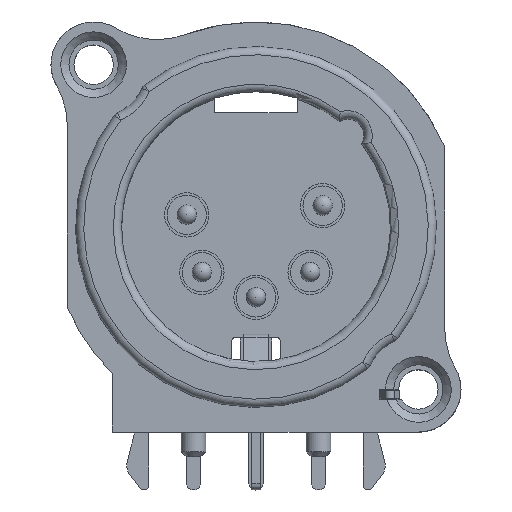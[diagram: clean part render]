
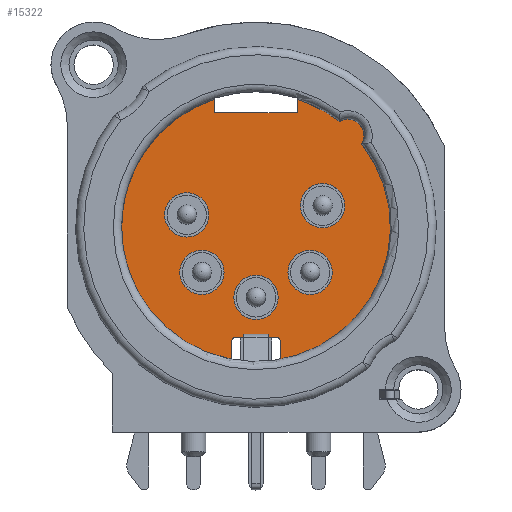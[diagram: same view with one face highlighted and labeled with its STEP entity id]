
A CAD part, top view. The second image highlights one B-rep face of the part: STEP entity #15322.
In plain terms, the highlighted planar face has unit normal (0, 0, 1).
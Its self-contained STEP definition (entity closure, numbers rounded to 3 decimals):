
#11141=CARTESIAN_POINT('',(-0.648,7.13,-10.8));
#11142=VERTEX_POINT('',#11141);
#11149=CARTESIAN_POINT('',(1.924,5.764,-10.8));
#11150=VERTEX_POINT('',#11149);
#11151=CARTESIAN_POINT('',(-3.148,-0.68,-10.8));
#11152=DIRECTION('',(0.0,0.0,1.0));
#11153=DIRECTION('',(1.0,0.0,0.0));
#11154=AXIS2_PLACEMENT_3D('',#11151,#11152,#11153);
#11155=CIRCLE('',#11154,8.2);
#11156=EDGE_CURVE('',#11150,#11142,#11155,.T.);
#11172=CARTESIAN_POINT('',(-5.648,7.13,-10.8));
#11173=VERTEX_POINT('',#11172);
#11191=CARTESIAN_POINT('',(3.296,4.392,-10.8));
#11192=VERTEX_POINT('',#11191);
#11199=CARTESIAN_POINT('',(-1.648,-8.742,-10.8));
#11200=VERTEX_POINT('',#11199);
#11201=CARTESIAN_POINT('',(-3.148,-0.68,-10.8));
#11202=DIRECTION('',(0.0,0.0,1.0));
#11203=DIRECTION('',(1.0,0.0,0.0));
#11204=AXIS2_PLACEMENT_3D('',#11201,#11202,#11203);
#11205=CIRCLE('',#11204,8.2);
#11206=EDGE_CURVE('',#11200,#11192,#11205,.T.);
#11225=CARTESIAN_POINT('',(-4.648,-8.742,-10.8));
#11226=VERTEX_POINT('',#11225);
#11233=CARTESIAN_POINT('',(-3.148,-0.68,-10.8));
#11234=DIRECTION('',(0.0,0.0,1.0));
#11235=DIRECTION('',(1.0,0.0,0.0));
#11236=AXIS2_PLACEMENT_3D('',#11233,#11234,#11235);
#11237=CIRCLE('',#11236,8.2);
#11238=EDGE_CURVE('',#11173,#11226,#11237,.T.);
#15188=CARTESIAN_POINT('',(-0.355,2.113,-10.8));
#15189=DIRECTION('',(0.0,0.0,1.0));
#15190=DIRECTION('',(1.0,0.0,0.0));
#15191=AXIS2_PLACEMENT_3D('',#15188,#15189,#15190);
#15192=PLANE('',#15191);
#15193=CARTESIAN_POINT('',(-4.648,-7.68,-10.8));
#15194=VERTEX_POINT('',#15193);
#15195=CARTESIAN_POINT('',(-4.648,-7.68,-10.8));
#15196=DIRECTION('',(0.0,-1.0,0.0));
#15197=VECTOR('',#15196,1.062);
#15198=LINE('',#15195,#15197);
#15199=EDGE_CURVE('',#15194,#11226,#15198,.T.);
#15200=ORIENTED_EDGE('',*,*,#15199,.F.);
#15201=CARTESIAN_POINT('',(-4.348,-7.38,-10.8));
#15202=VERTEX_POINT('',#15201);
#15203=CARTESIAN_POINT('',(-4.348,-7.68,-10.8));
#15204=DIRECTION('',(0.0,0.0,1.0));
#15205=DIRECTION('',(1.0,0.0,0.0));
#15206=AXIS2_PLACEMENT_3D('',#15203,#15204,#15205);
#15207=CIRCLE('',#15206,0.3);
#15208=EDGE_CURVE('',#15202,#15194,#15207,.T.);
#15209=ORIENTED_EDGE('',*,*,#15208,.F.);
#15210=CARTESIAN_POINT('',(-1.948,-7.38,-10.8));
#15211=VERTEX_POINT('',#15210);
#15212=CARTESIAN_POINT('',(-1.948,-7.38,-10.8));
#15213=DIRECTION('',(-1.0,0.0,0.0));
#15214=VECTOR('',#15213,2.4);
#15215=LINE('',#15212,#15214);
#15216=EDGE_CURVE('',#15211,#15202,#15215,.T.);
#15217=ORIENTED_EDGE('',*,*,#15216,.F.);
#15218=CARTESIAN_POINT('',(-1.648,-7.68,-10.8));
#15219=VERTEX_POINT('',#15218);
#15220=CARTESIAN_POINT('',(-1.948,-7.68,-10.8));
#15221=DIRECTION('',(0.0,0.0,1.0));
#15222=DIRECTION('',(1.0,0.0,0.0));
#15223=AXIS2_PLACEMENT_3D('',#15220,#15221,#15222);
#15224=CIRCLE('',#15223,0.3);
#15225=EDGE_CURVE('',#15219,#15211,#15224,.T.);
#15226=ORIENTED_EDGE('',*,*,#15225,.F.);
#15227=CARTESIAN_POINT('',(-1.648,-8.742,-10.8));
#15228=DIRECTION('',(0.0,1.0,0.0));
#15229=VECTOR('',#15228,1.062);
#15230=LINE('',#15227,#15229);
#15231=EDGE_CURVE('',#11200,#15219,#15230,.T.);
#15232=ORIENTED_EDGE('',*,*,#15231,.F.);
#15233=ORIENTED_EDGE('',*,*,#11206,.T.);
#15234=CARTESIAN_POINT('',(2.438,4.906,-10.8));
#15235=DIRECTION('',(0.0,0.0,1.0));
#15236=DIRECTION('',(1.0,0.0,0.0));
#15237=AXIS2_PLACEMENT_3D('',#15234,#15235,#15236);
#15238=CIRCLE('',#15237,1.0);
#15239=EDGE_CURVE('',#11192,#11150,#15238,.T.);
#15240=ORIENTED_EDGE('',*,*,#15239,.T.);
#15241=ORIENTED_EDGE('',*,*,#11156,.T.);
#15242=CARTESIAN_POINT('',(-0.648,6.32,-10.8));
#15243=VERTEX_POINT('',#15242);
#15244=CARTESIAN_POINT('',(-0.648,6.32,-10.8));
#15245=DIRECTION('',(0.0,1.0,0.0));
#15246=VECTOR('',#15245,0.81);
#15247=LINE('',#15244,#15246);
#15248=EDGE_CURVE('',#15243,#11142,#15247,.T.);
#15249=ORIENTED_EDGE('',*,*,#15248,.F.);
#15250=CARTESIAN_POINT('',(-5.648,6.32,-10.8));
#15251=VERTEX_POINT('',#15250);
#15252=CARTESIAN_POINT('',(-5.648,6.32,-10.8));
#15253=DIRECTION('',(1.0,0.0,0.0));
#15254=VECTOR('',#15253,5.);
#15255=LINE('',#15252,#15254);
#15256=EDGE_CURVE('',#15251,#15243,#15255,.T.);
#15257=ORIENTED_EDGE('',*,*,#15256,.F.);
#15258=CARTESIAN_POINT('',(-5.648,7.13,-10.8));
#15259=DIRECTION('',(0.0,-1.0,0.0));
#15260=VECTOR('',#15259,0.81);
#15261=LINE('',#15258,#15260);
#15262=EDGE_CURVE('',#11173,#15251,#15261,.T.);
#15263=ORIENTED_EDGE('',*,*,#15262,.F.);
#15264=ORIENTED_EDGE('',*,*,#11238,.T.);
#15265=EDGE_LOOP('',(#15200,#15209,#15217,#15226,#15232,#15233,#15240,#15241,#15249,#15257,#15263,#15264));
#15266=FACE_OUTER_BOUND('',#15265,.T.);
#15267=CARTESIAN_POINT('',(1.502,-3.42,-10.8));
#15268=VERTEX_POINT('',#15267);
#15269=CARTESIAN_POINT('',(0.152,-3.42,-10.8));
#15270=DIRECTION('',(0.0,0.0,1.0));
#15271=DIRECTION('',(1.0,0.0,0.0));
#15272=AXIS2_PLACEMENT_3D('',#15269,#15270,#15271);
#15273=CIRCLE('',#15272,1.35);
#15274=EDGE_CURVE('',#15268,#15268,#15273,.T.);
#15275=ORIENTED_EDGE('',*,*,#15274,.F.);
#15276=EDGE_LOOP('',(#15275));
#15277=FACE_BOUND('',#15276,.T.);
#15278=CARTESIAN_POINT('',(-6.018,0.08,-10.8));
#15279=VERTEX_POINT('',#15278);
#15280=CARTESIAN_POINT('',(-7.368,0.08,-10.8));
#15281=DIRECTION('',(0.0,0.0,1.0));
#15282=DIRECTION('',(1.0,0.0,0.0));
#15283=AXIS2_PLACEMENT_3D('',#15280,#15281,#15282);
#15284=CIRCLE('',#15283,1.35);
#15285=EDGE_CURVE('',#15279,#15279,#15284,.T.);
#15286=ORIENTED_EDGE('',*,*,#15285,.F.);
#15287=EDGE_LOOP('',(#15286));
#15288=FACE_BOUND('',#15287,.T.);
#15289=CARTESIAN_POINT('',(-1.798,-4.95,-10.8));
#15290=VERTEX_POINT('',#15289);
#15291=CARTESIAN_POINT('',(-3.148,-4.95,-10.8));
#15292=DIRECTION('',(0.0,0.0,1.0));
#15293=DIRECTION('',(1.0,0.0,0.0));
#15294=AXIS2_PLACEMENT_3D('',#15291,#15292,#15293);
#15295=CIRCLE('',#15294,1.35);
#15296=EDGE_CURVE('',#15290,#15290,#15295,.T.);
#15297=ORIENTED_EDGE('',*,*,#15296,.F.);
#15298=EDGE_LOOP('',(#15297));
#15299=FACE_BOUND('',#15298,.T.);
#15300=CARTESIAN_POINT('',(2.262,0.64,-10.8));
#15301=VERTEX_POINT('',#15300);
#15302=CARTESIAN_POINT('',(0.912,0.64,-10.8));
#15303=DIRECTION('',(0.0,0.0,1.0));
#15304=DIRECTION('',(1.0,0.0,0.0));
#15305=AXIS2_PLACEMENT_3D('',#15302,#15303,#15304);
#15306=CIRCLE('',#15305,1.35);
#15307=EDGE_CURVE('',#15301,#15301,#15306,.T.);
#15308=ORIENTED_EDGE('',*,*,#15307,.F.);
#15309=EDGE_LOOP('',(#15308));
#15310=FACE_BOUND('',#15309,.T.);
#15311=CARTESIAN_POINT('',(-5.098,-3.42,-10.8));
#15312=VERTEX_POINT('',#15311);
#15313=CARTESIAN_POINT('',(-6.448,-3.42,-10.8));
#15314=DIRECTION('',(0.0,0.0,1.0));
#15315=DIRECTION('',(1.0,0.0,0.0));
#15316=AXIS2_PLACEMENT_3D('',#15313,#15314,#15315);
#15317=CIRCLE('',#15316,1.35);
#15318=EDGE_CURVE('',#15312,#15312,#15317,.T.);
#15319=ORIENTED_EDGE('',*,*,#15318,.F.);
#15320=EDGE_LOOP('',(#15319));
#15321=FACE_BOUND('',#15320,.T.);
#15322=ADVANCED_FACE('',(#15266,#15277,#15288,#15299,#15310,#15321),#15192,.T.);
